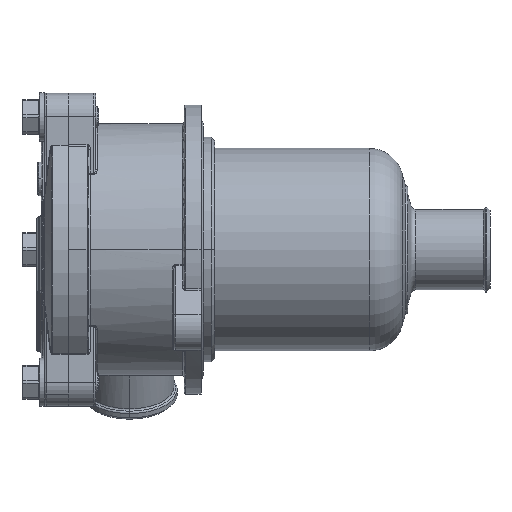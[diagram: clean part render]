
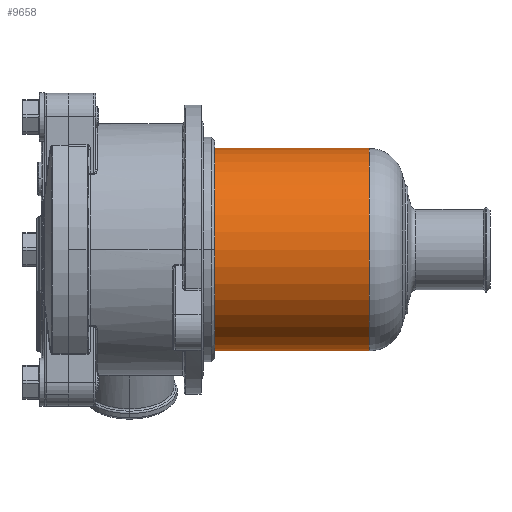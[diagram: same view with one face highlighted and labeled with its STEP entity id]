
A CAD part, left-side view. The second image highlights one B-rep face of the part: STEP entity #9658.
In plain terms, the highlighted cylindrical face has radius 29.75 mm (diameter 59.5 mm), a partial arc.
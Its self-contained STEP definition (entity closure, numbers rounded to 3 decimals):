
#429=CYLINDRICAL_SURFACE('',#10483,29.75);
#845=LINE('',#15298,#1334);
#846=LINE('',#15302,#1335);
#1334=VECTOR('',#11960,1000.);
#1335=VECTOR('',#11963,1000.);
#1889=ORIENTED_EDGE('',*,*,#4908,.F.);
#1890=ORIENTED_EDGE('',*,*,#4909,.T.);
#1891=ORIENTED_EDGE('',*,*,#4910,.T.);
#1892=ORIENTED_EDGE('',*,*,#4906,.F.);
#4906=EDGE_CURVE('',#6408,#6409,#7270,.T.);
#4908=EDGE_CURVE('',#6410,#6408,#845,.T.);
#4909=EDGE_CURVE('',#6410,#6411,#7272,.T.);
#4910=EDGE_CURVE('',#6411,#6409,#846,.T.);
#6408=VERTEX_POINT('',#15293);
#6409=VERTEX_POINT('',#15295);
#6410=VERTEX_POINT('',#15299);
#6411=VERTEX_POINT('',#15301);
#7270=CIRCLE('',#10481,29.75);
#7272=CIRCLE('',#10484,29.75);
#8051=EDGE_LOOP('',(#1889,#1890,#1891,#1892));
#8787=FACE_BOUND('',#8051,.T.);
#9658=ADVANCED_FACE('',(#8787),#429,.T.);
#10481=AXIS2_PLACEMENT_3D('',#15294,#11954,#11955);
#10483=AXIS2_PLACEMENT_3D('',#15297,#11958,#11959);
#10484=AXIS2_PLACEMENT_3D('',#15300,#11961,#11962);
#11954=DIRECTION('',(0.,-1.,0.));
#11955=DIRECTION('',(0.,0.,-1.));
#11958=DIRECTION('',(0.,-1.,0.));
#11959=DIRECTION('',(0.,0.,-1.));
#11960=DIRECTION('',(0.,-1.,0.));
#11961=DIRECTION('',(0.,-1.,0.));
#11962=DIRECTION('',(0.,0.,-1.));
#11963=DIRECTION('',(0.,-1.,0.));
#15293=CARTESIAN_POINT('',(0.,35.477,29.75));
#15294=CARTESIAN_POINT('',(0.,35.477,0.));
#15295=CARTESIAN_POINT('',(0.,35.477,-29.75));
#15297=CARTESIAN_POINT('',(0.,0.,0.));
#15298=CARTESIAN_POINT('',(0.,0.,29.75));
#15299=CARTESIAN_POINT('',(0.,92.,29.75));
#15300=CARTESIAN_POINT('',(0.,92.,0.));
#15301=CARTESIAN_POINT('',(0.,92.,-29.75));
#15302=CARTESIAN_POINT('',(0.,0.,-29.75));
